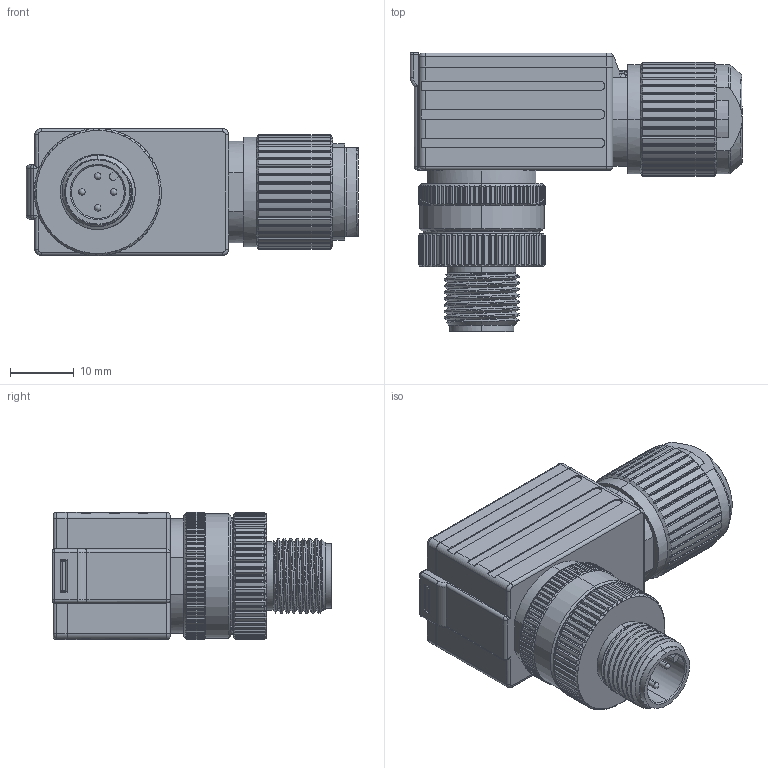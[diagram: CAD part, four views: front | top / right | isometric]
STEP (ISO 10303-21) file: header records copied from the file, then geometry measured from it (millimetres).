
FILE_DESCRIPTION (( 'STEP AP203' ), '1' );
FILE_NAME ('P158.STEP', '2020-05-12T06:31:12', ( 'edpusr' ), ( 'Microsoft' ), 'SwSTEP 2.0', 'SolidWorks 2015', '' );
FILE_SCHEMA (( 'CONFIG_CONTROL_DESIGN' ));
Products named in the file (1): P158
Bounding box: 52.25 x 43.9 x 20 mm (x, y, z)
Volume: 20689 mm3; surface area: 6692.3 mm2
Topology: 1 solids, 3 shells, 1019 faces, 3091 edges, 2076 vertices
Faces by surface type: cylinder 497, plane 435, bspline 31, cone 28, torus 24, sphere 4
Entity records: 91194 total; most frequent: CARTESIAN_POINT 66112, ORIENTED_EDGE 6150, DIRECTION 4011, EDGE_CURVE 3075, VERTEX_POINT 2076, B_SPLINE_CURVE_WITH_KNOTS 1538, AXIS2_PLACEMENT_3D 1486, VECTOR 1039
